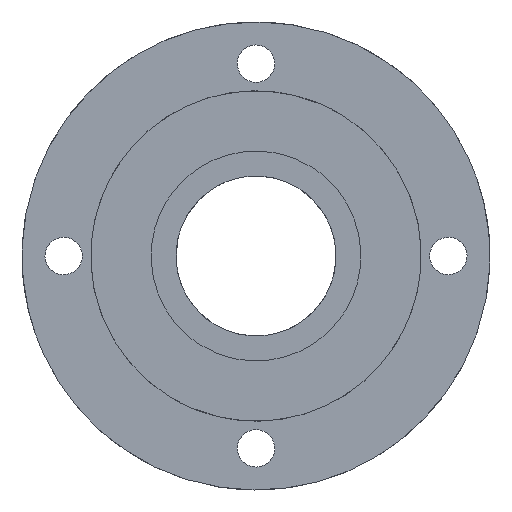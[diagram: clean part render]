
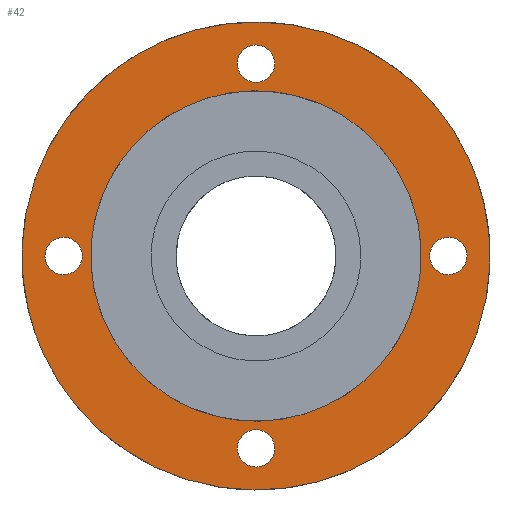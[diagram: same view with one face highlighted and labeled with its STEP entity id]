
A CAD part, left-side view. The second image highlights one B-rep face of the part: STEP entity #42.
In plain terms, the highlighted planar face has unit normal (-1, 0, 0).
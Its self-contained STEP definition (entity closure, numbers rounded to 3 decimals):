
#15=FACE_BOUND('',#226,.T.);
#16=FACE_BOUND('',#227,.T.);
#17=FACE_BOUND('',#228,.T.);
#18=FACE_BOUND('',#229,.T.);
#19=FACE_BOUND('',#230,.T.);
#42=ADVANCED_FACE('',(#133,#15,#16,#17,#18,#19),#1522,.T.);
#133=FACE_OUTER_BOUND('',#225,.T.);
#225=EDGE_LOOP('',(#363,#364));
#226=EDGE_LOOP('',(#365,#366));
#227=EDGE_LOOP('',(#367,#368));
#228=EDGE_LOOP('',(#369,#370));
#229=EDGE_LOOP('',(#371,#372));
#230=EDGE_LOOP('',(#373,#374));
#363=ORIENTED_EDGE('',*,*,#841,.T.);
#364=ORIENTED_EDGE('',*,*,#1040,.T.);
#365=ORIENTED_EDGE('',*,*,#852,.T.);
#366=ORIENTED_EDGE('',*,*,#1050,.T.);
#367=ORIENTED_EDGE('',*,*,#997,.T.);
#368=ORIENTED_EDGE('',*,*,#1055,.T.);
#369=ORIENTED_EDGE('',*,*,#1000,.T.);
#370=ORIENTED_EDGE('',*,*,#1058,.T.);
#371=ORIENTED_EDGE('',*,*,#1003,.T.);
#372=ORIENTED_EDGE('',*,*,#1061,.T.);
#373=ORIENTED_EDGE('',*,*,#1006,.T.);
#374=ORIENTED_EDGE('',*,*,#1064,.T.);
#841=EDGE_CURVE('',#1341,#1468,#1215,.T.);
#852=EDGE_CURVE('',#1348,#1475,#1226,.T.);
#997=EDGE_CURVE('',#1440,#1478,#1286,.T.);
#1000=EDGE_CURVE('',#1442,#1480,#1289,.T.);
#1003=EDGE_CURVE('',#1444,#1482,#1292,.T.);
#1006=EDGE_CURVE('',#1446,#1484,#1295,.T.);
#1040=EDGE_CURVE('',#1468,#1341,#1309,.T.);
#1050=EDGE_CURVE('',#1475,#1348,#1317,.T.);
#1055=EDGE_CURVE('',#1478,#1440,#1322,.T.);
#1058=EDGE_CURVE('',#1480,#1442,#1325,.T.);
#1061=EDGE_CURVE('',#1482,#1444,#1328,.T.);
#1064=EDGE_CURVE('',#1484,#1446,#1331,.T.);
#1215=(
BOUNDED_CURVE()
B_SPLINE_CURVE(2,(#2352,#2353,#2354,#2355,#2356),.UNSPECIFIED.,.F.,.F.)
B_SPLINE_CURVE_WITH_KNOTS((3,2,3),(0.,78.972,157.944),
 .UNSPECIFIED.)
CURVE()
GEOMETRIC_REPRESENTATION_ITEM()
RATIONAL_B_SPLINE_CURVE((1.,0.707,1.,0.707,1.))
REPRESENTATION_ITEM('')
);
#1226=(
BOUNDED_CURVE()
B_SPLINE_CURVE(2,(#2394,#2395,#2396,#2397,#2398),.UNSPECIFIED.,.F.,.F.)
B_SPLINE_CURVE_WITH_KNOTS((3,2,3),(-84.81,-63.607,-42.405),
 .UNSPECIFIED.)
CURVE()
GEOMETRIC_REPRESENTATION_ITEM()
RATIONAL_B_SPLINE_CURVE((1.,0.707,1.,0.707,1.))
REPRESENTATION_ITEM('')
);
#1286=(
BOUNDED_CURVE()
B_SPLINE_CURVE(2,(#2866,#2867,#2868,#2869,#2870),.UNSPECIFIED.,.F.,.F.)
B_SPLINE_CURVE_WITH_KNOTS((3,2,3),(0.,4.66,9.321),
 .UNSPECIFIED.)
CURVE()
GEOMETRIC_REPRESENTATION_ITEM()
RATIONAL_B_SPLINE_CURVE((1.,0.707,1.,0.707,1.))
REPRESENTATION_ITEM('')
);
#1289=(
BOUNDED_CURVE()
B_SPLINE_CURVE(2,(#2878,#2879,#2880,#2881,#2882),.UNSPECIFIED.,.F.,.F.)
B_SPLINE_CURVE_WITH_KNOTS((3,2,3),(0.,4.66,9.321),
 .UNSPECIFIED.)
CURVE()
GEOMETRIC_REPRESENTATION_ITEM()
RATIONAL_B_SPLINE_CURVE((1.,0.707,1.,0.707,1.))
REPRESENTATION_ITEM('')
);
#1292=(
BOUNDED_CURVE()
B_SPLINE_CURVE(2,(#2890,#2891,#2892,#2893,#2894),.UNSPECIFIED.,.F.,.F.)
B_SPLINE_CURVE_WITH_KNOTS((3,2,3),(0.,4.66,9.321),
 .UNSPECIFIED.)
CURVE()
GEOMETRIC_REPRESENTATION_ITEM()
RATIONAL_B_SPLINE_CURVE((1.,0.707,1.,0.707,1.))
REPRESENTATION_ITEM('')
);
#1295=(
BOUNDED_CURVE()
B_SPLINE_CURVE(2,(#2902,#2903,#2904,#2905,#2906),.UNSPECIFIED.,.F.,.F.)
B_SPLINE_CURVE_WITH_KNOTS((3,2,3),(0.,4.66,9.321),
 .UNSPECIFIED.)
CURVE()
GEOMETRIC_REPRESENTATION_ITEM()
RATIONAL_B_SPLINE_CURVE((1.,0.707,1.,0.707,1.))
REPRESENTATION_ITEM('')
);
#1309=(
BOUNDED_CURVE()
B_SPLINE_CURVE(2,(#3224,#3225,#3226,#3227,#3228),.UNSPECIFIED.,.F.,.F.)
B_SPLINE_CURVE_WITH_KNOTS((3,2,3),(157.944,236.917,315.889),
 .UNSPECIFIED.)
CURVE()
GEOMETRIC_REPRESENTATION_ITEM()
RATIONAL_B_SPLINE_CURVE((1.,0.707,1.,0.707,1.))
REPRESENTATION_ITEM('')
);
#1317=(
BOUNDED_CURVE()
B_SPLINE_CURVE(2,(#3266,#3267,#3268,#3269,#3270),.UNSPECIFIED.,.F.,.F.)
B_SPLINE_CURVE_WITH_KNOTS((3,2,3),(-42.405,-21.202,0.),
 .UNSPECIFIED.)
CURVE()
GEOMETRIC_REPRESENTATION_ITEM()
RATIONAL_B_SPLINE_CURVE((1.,0.707,1.,0.707,1.))
REPRESENTATION_ITEM('')
);
#1322=(
BOUNDED_CURVE()
B_SPLINE_CURVE(2,(#3285,#3286,#3287,#3288,#3289),.UNSPECIFIED.,.F.,.F.)
B_SPLINE_CURVE_WITH_KNOTS((3,2,3),(9.321,13.981,18.642),
 .UNSPECIFIED.)
CURVE()
GEOMETRIC_REPRESENTATION_ITEM()
RATIONAL_B_SPLINE_CURVE((1.,0.707,1.,0.707,1.))
REPRESENTATION_ITEM('')
);
#1325=(
BOUNDED_CURVE()
B_SPLINE_CURVE(2,(#3297,#3298,#3299,#3300,#3301),.UNSPECIFIED.,.F.,.F.)
B_SPLINE_CURVE_WITH_KNOTS((3,2,3),(9.321,13.981,18.642),
 .UNSPECIFIED.)
CURVE()
GEOMETRIC_REPRESENTATION_ITEM()
RATIONAL_B_SPLINE_CURVE((1.,0.707,1.,0.707,1.))
REPRESENTATION_ITEM('')
);
#1328=(
BOUNDED_CURVE()
B_SPLINE_CURVE(2,(#3309,#3310,#3311,#3312,#3313),.UNSPECIFIED.,.F.,.F.)
B_SPLINE_CURVE_WITH_KNOTS((3,2,3),(9.321,13.981,18.642),
 .UNSPECIFIED.)
CURVE()
GEOMETRIC_REPRESENTATION_ITEM()
RATIONAL_B_SPLINE_CURVE((1.,0.707,1.,0.707,1.))
REPRESENTATION_ITEM('')
);
#1331=(
BOUNDED_CURVE()
B_SPLINE_CURVE(2,(#3321,#3322,#3323,#3324,#3325),.UNSPECIFIED.,.F.,.F.)
B_SPLINE_CURVE_WITH_KNOTS((3,2,3),(9.321,13.981,18.642),
 .UNSPECIFIED.)
CURVE()
GEOMETRIC_REPRESENTATION_ITEM()
RATIONAL_B_SPLINE_CURVE((1.,0.707,1.,0.707,1.))
REPRESENTATION_ITEM('')
);
#1341=VERTEX_POINT('',#2184);
#1348=VERTEX_POINT('',#2191);
#1440=VERTEX_POINT('',#2283);
#1442=VERTEX_POINT('',#2285);
#1444=VERTEX_POINT('',#2287);
#1446=VERTEX_POINT('',#2289);
#1468=VERTEX_POINT('',#2311);
#1475=VERTEX_POINT('',#2318);
#1478=VERTEX_POINT('',#2321);
#1480=VERTEX_POINT('',#2323);
#1482=VERTEX_POINT('',#2325);
#1484=VERTEX_POINT('',#2327);
#1522=PLANE('',#1734);
#1734=AXIS2_PLACEMENT_3D('',#1930,#1814,$);
#1814=DIRECTION('',(-1.,0.,0.));
#1930=CARTESIAN_POINT('',(-5.653,-504.868,-87.434));
#2184=CARTESIAN_POINT('',(-5.653,-594.014,-17.531));
#2191=CARTESIAN_POINT('',(-5.653,-572.747,-10.243));
#2283=CARTESIAN_POINT('',(-5.653,-527.237,-36.699));
#2285=CARTESIAN_POINT('',(-5.653,-555.395,-3.099));
#2287=CARTESIAN_POINT('',(-5.653,-588.995,-31.256));
#2289=CARTESIAN_POINT('',(-5.653,-560.838,-64.856));
#2311=CARTESIAN_POINT('',(-5.653,-522.218,-50.424));
#2318=CARTESIAN_POINT('',(-5.653,-543.486,-57.713));
#2321=CARTESIAN_POINT('',(-5.653,-524.071,-31.267));
#2323=CARTESIAN_POINT('',(-5.653,-560.827,0.068));
#2325=CARTESIAN_POINT('',(-5.653,-592.162,-36.688));
#2327=CARTESIAN_POINT('',(-5.653,-555.406,-68.023));
#2352=CARTESIAN_POINT('',(-5.653,-594.014,-17.531));
#2353=CARTESIAN_POINT('',(-5.653,-577.567,18.367));
#2354=CARTESIAN_POINT('',(-5.653,-541.669,1.92));
#2355=CARTESIAN_POINT('',(-5.653,-505.772,-14.527));
#2356=CARTESIAN_POINT('',(-5.653,-522.218,-50.424));
#2394=CARTESIAN_POINT('',(-5.653,-572.747,-10.243));
#2395=CARTESIAN_POINT('',(-5.653,-596.482,-24.873));
#2396=CARTESIAN_POINT('',(-5.653,-581.851,-48.608));
#2397=CARTESIAN_POINT('',(-5.653,-567.221,-72.343));
#2398=CARTESIAN_POINT('',(-5.653,-543.486,-57.713));
#2866=CARTESIAN_POINT('',(-5.653,-527.237,-36.699));
#2867=CARTESIAN_POINT('',(-5.653,-524.522,-38.283));
#2868=CARTESIAN_POINT('',(-5.653,-522.938,-35.567));
#2869=CARTESIAN_POINT('',(-5.653,-521.355,-32.851));
#2870=CARTESIAN_POINT('',(-5.653,-524.071,-31.267));
#2878=CARTESIAN_POINT('',(-5.653,-555.395,-3.099));
#2879=CARTESIAN_POINT('',(-5.653,-553.811,-0.383));
#2880=CARTESIAN_POINT('',(-5.653,-556.527,1.201));
#2881=CARTESIAN_POINT('',(-5.653,-559.243,2.784));
#2882=CARTESIAN_POINT('',(-5.653,-560.827,0.068));
#2890=CARTESIAN_POINT('',(-5.653,-588.995,-31.256));
#2891=CARTESIAN_POINT('',(-5.653,-591.711,-29.673));
#2892=CARTESIAN_POINT('',(-5.653,-593.294,-32.389));
#2893=CARTESIAN_POINT('',(-5.653,-594.878,-35.104));
#2894=CARTESIAN_POINT('',(-5.653,-592.162,-36.688));
#2902=CARTESIAN_POINT('',(-5.653,-560.838,-64.856));
#2903=CARTESIAN_POINT('',(-5.653,-562.421,-67.572));
#2904=CARTESIAN_POINT('',(-5.653,-559.705,-69.156));
#2905=CARTESIAN_POINT('',(-5.653,-556.989,-70.739));
#2906=CARTESIAN_POINT('',(-5.653,-555.406,-68.023));
#3224=CARTESIAN_POINT('',(-5.653,-522.218,-50.424));
#3225=CARTESIAN_POINT('',(-5.653,-538.665,-86.322));
#3226=CARTESIAN_POINT('',(-5.653,-574.563,-69.875));
#3227=CARTESIAN_POINT('',(-5.653,-610.461,-53.429));
#3228=CARTESIAN_POINT('',(-5.653,-594.014,-17.531));
#3266=CARTESIAN_POINT('',(-5.653,-543.486,-57.713));
#3267=CARTESIAN_POINT('',(-5.653,-519.751,-43.082));
#3268=CARTESIAN_POINT('',(-5.653,-534.381,-19.347));
#3269=CARTESIAN_POINT('',(-5.653,-549.012,4.388));
#3270=CARTESIAN_POINT('',(-5.653,-572.747,-10.243));
#3285=CARTESIAN_POINT('',(-5.653,-524.071,-31.267));
#3286=CARTESIAN_POINT('',(-5.653,-526.786,-29.684));
#3287=CARTESIAN_POINT('',(-5.653,-528.37,-32.4));
#3288=CARTESIAN_POINT('',(-5.653,-529.953,-35.116));
#3289=CARTESIAN_POINT('',(-5.653,-527.237,-36.699));
#3297=CARTESIAN_POINT('',(-5.653,-560.827,0.068));
#3298=CARTESIAN_POINT('',(-5.653,-562.41,-2.648));
#3299=CARTESIAN_POINT('',(-5.653,-559.694,-4.231));
#3300=CARTESIAN_POINT('',(-5.653,-556.978,-5.815));
#3301=CARTESIAN_POINT('',(-5.653,-555.395,-3.099));
#3309=CARTESIAN_POINT('',(-5.653,-592.162,-36.688));
#3310=CARTESIAN_POINT('',(-5.653,-589.446,-38.271));
#3311=CARTESIAN_POINT('',(-5.653,-587.863,-35.555));
#3312=CARTESIAN_POINT('',(-5.653,-586.279,-32.84));
#3313=CARTESIAN_POINT('',(-5.653,-588.995,-31.256));
#3321=CARTESIAN_POINT('',(-5.653,-555.406,-68.023));
#3322=CARTESIAN_POINT('',(-5.653,-553.822,-65.307));
#3323=CARTESIAN_POINT('',(-5.653,-556.538,-63.724));
#3324=CARTESIAN_POINT('',(-5.653,-559.254,-62.14));
#3325=CARTESIAN_POINT('',(-5.653,-560.838,-64.856));
